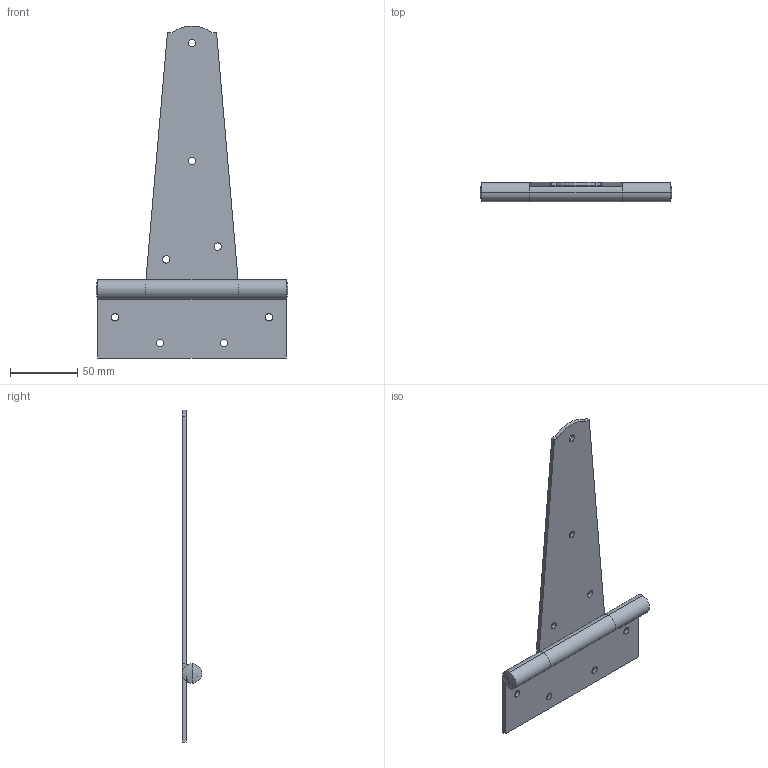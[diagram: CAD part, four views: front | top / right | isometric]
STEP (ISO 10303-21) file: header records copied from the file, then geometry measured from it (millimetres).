
FILE_DESCRIPTION (( 'STEP AP203' ), '1' );
FILE_NAME ('1530A73.step', '2013-01-08T14:32:05', ( 'Admin' ), ( 'Microsoft' ), 'SwSTEP 2.0', 'SolidWorks 2012', '' );
FILE_SCHEMA (( 'CONFIG_CONTROL_DESIGN' ));
Length unit declared in the file: inch
Products named in the file (1): 1530A73
Bounding box: 142.08 x 14.43 x 246.06 mm (x, y, z)
Volume: 70058.3 mm3; surface area: 49318.6 mm2
Topology: 3 solids, 3 shells, 64 faces, 170 edges, 114 vertices
Faces by surface type: cylinder 36, plane 24, sphere 4
Entity records: 2137 total; most frequent: DIRECTION 380, CARTESIAN_POINT 349, ORIENTED_EDGE 340, EDGE_CURVE 170, AXIS2_PLACEMENT_3D 145, VERTEX_POINT 114, VECTOR 90, LINE 90
